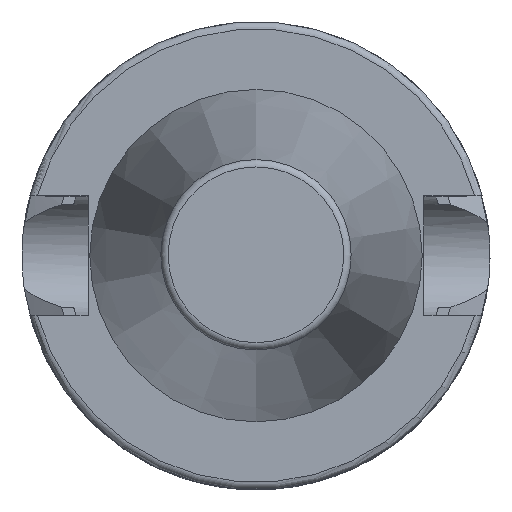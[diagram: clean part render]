
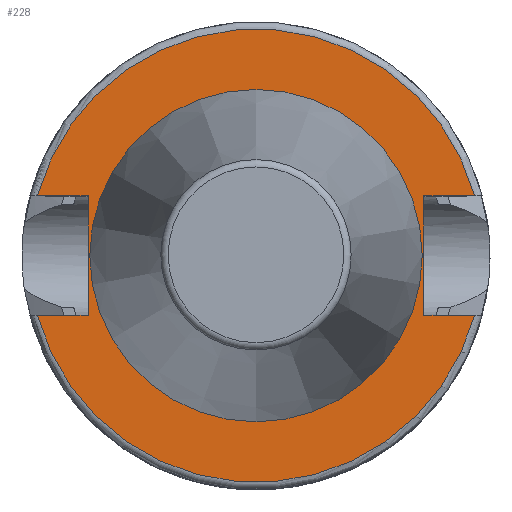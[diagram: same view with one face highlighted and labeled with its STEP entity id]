
A CAD part, top view. The second image highlights one B-rep face of the part: STEP entity #228.
In plain terms, the highlighted planar face has unit normal (0, 0, 1).
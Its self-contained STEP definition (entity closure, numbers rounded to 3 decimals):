
#105=FACE_BOUND('',#322,.T.);
#106=FACE_BOUND('',#323,.T.);
#167=LINE('',#1231,#197);
#168=LINE('',#1234,#198);
#169=LINE('',#1238,#199);
#170=LINE('',#1240,#200);
#171=LINE('',#1242,#201);
#172=LINE('',#1246,#202);
#197=VECTOR('',#987,1.);
#198=VECTOR('',#988,1.);
#199=VECTOR('',#991,1.);
#200=VECTOR('',#992,1.);
#201=VECTOR('',#993,1.);
#202=VECTOR('',#996,1.);
#228=ADVANCED_FACE('',(#105,#106),#283,.T.);
#283=PLANE('',#876);
#322=EDGE_LOOP('',(#408,#409,#410,#411,#412,#413,#414,#415));
#323=EDGE_LOOP('',(#416));
#408=ORIENTED_EDGE('',*,*,#689,.T.);
#409=ORIENTED_EDGE('',*,*,#690,.T.);
#410=ORIENTED_EDGE('',*,*,#691,.F.);
#411=ORIENTED_EDGE('',*,*,#692,.T.);
#412=ORIENTED_EDGE('',*,*,#693,.T.);
#413=ORIENTED_EDGE('',*,*,#694,.T.);
#414=ORIENTED_EDGE('',*,*,#695,.F.);
#415=ORIENTED_EDGE('',*,*,#696,.T.);
#416=ORIENTED_EDGE('',*,*,#697,.F.);
#610=VERTEX_POINT('',#1232);
#611=VERTEX_POINT('',#1233);
#612=VERTEX_POINT('',#1235);
#613=VERTEX_POINT('',#1237);
#614=VERTEX_POINT('',#1239);
#615=VERTEX_POINT('',#1241);
#616=VERTEX_POINT('',#1243);
#617=VERTEX_POINT('',#1245);
#618=VERTEX_POINT('',#1248);
#689=EDGE_CURVE('',#610,#611,#167,.T.);
#690=EDGE_CURVE('',#611,#612,#168,.T.);
#691=EDGE_CURVE('',#613,#612,#790,.T.);
#692=EDGE_CURVE('',#613,#614,#169,.T.);
#693=EDGE_CURVE('',#614,#615,#170,.T.);
#694=EDGE_CURVE('',#615,#616,#171,.T.);
#695=EDGE_CURVE('',#617,#616,#791,.T.);
#696=EDGE_CURVE('',#617,#610,#172,.T.);
#697=EDGE_CURVE('',#618,#618,#792,.T.);
#790=CIRCLE('',#873,30.5);
#791=CIRCLE('',#874,30.5);
#792=CIRCLE('',#875,22.371);
#873=AXIS2_PLACEMENT_3D('',#1236,#989,#990);
#874=AXIS2_PLACEMENT_3D('',#1244,#994,#995);
#875=AXIS2_PLACEMENT_3D('',#1247,#997,#998);
#876=AXIS2_PLACEMENT_3D('',#1249,#999,#1000);
#987=DIRECTION('',(0.,1.,0.));
#988=DIRECTION('',(1.,0.,0.));
#989=DIRECTION('',(0.,0.,-1.));
#990=DIRECTION('',(0.,-1.,0.));
#991=DIRECTION('',(1.,0.,0.));
#992=DIRECTION('',(0.,-1.,0.));
#993=DIRECTION('',(-1.,0.,0.));
#994=DIRECTION('',(0.,0.,-1.));
#995=DIRECTION('',(0.,-1.,0.));
#996=DIRECTION('',(-1.,0.,0.));
#997=DIRECTION('',(0.,0.,1.));
#998=DIRECTION('',(1.,0.,0.));
#999=DIRECTION('',(0.,0.,1.));
#1000=DIRECTION('',(0.,1.,0.));
#1231=CARTESIAN_POINT('',(22.6,0.,-1.));
#1232=CARTESIAN_POINT('',(22.6,-8.05,-1.));
#1233=CARTESIAN_POINT('',(22.6,8.05,-1.));
#1234=CARTESIAN_POINT('',(-3.95,8.05,-1.));
#1235=CARTESIAN_POINT('',(29.418,8.05,-1.));
#1236=CARTESIAN_POINT('',(0.,0.,-1.));
#1237=CARTESIAN_POINT('',(-29.418,8.05,-1.));
#1238=CARTESIAN_POINT('',(-26.55,8.05,-1.));
#1239=CARTESIAN_POINT('',(-22.6,8.05,-1.));
#1240=CARTESIAN_POINT('',(-22.6,0.,-1.));
#1241=CARTESIAN_POINT('',(-22.6,-8.05,-1.));
#1242=CARTESIAN_POINT('',(-26.55,-8.05,-1.));
#1243=CARTESIAN_POINT('',(-29.418,-8.05,-1.));
#1244=CARTESIAN_POINT('',(0.,0.,-1.));
#1245=CARTESIAN_POINT('',(29.418,-8.05,-1.));
#1246=CARTESIAN_POINT('',(-3.95,-8.05,-1.));
#1247=CARTESIAN_POINT('',(0.,0.,-1.));
#1248=CARTESIAN_POINT('',(22.371,0.,-1.));
#1249=CARTESIAN_POINT('',(-30.5,0.,-1.));
